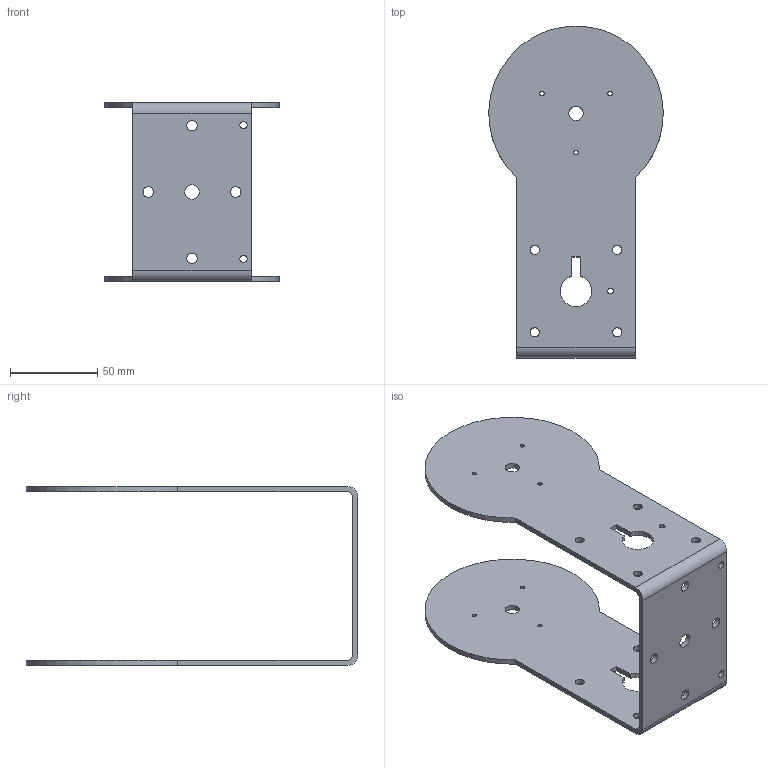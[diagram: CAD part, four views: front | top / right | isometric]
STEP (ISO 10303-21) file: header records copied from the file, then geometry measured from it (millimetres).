
FILE_DESCRIPTION(/* description */ (''),/* implementation_level */ '2;1');
FILE_NAME(/* name */ 'RR-PCSS-2021-W2M1Dn.stp',/* time_stamp */ '2021-10-25T15:41:09+02:00',/* author */ ('marci'),/* organization */ ('PCSS'),/* preprocessor_version */ 'ST-DEVELOPER v18.1',/* originating_system */ 'Autodesk Inventor 2021',/* authorisation */ '');
FILE_SCHEMA (('AUTOMOTIVE_DESIGN { 1 0 10303 214 3 1 1 }'));
Length unit declared in the file: millimetre
Products named in the file (1): RR-PCSS-2021-W2M1Dn
Bounding box: 99.95 x 190 x 102.5 mm (x, y, z)
Volume: 101056.9 mm3; surface area: 72204.2 mm2
Topology: 1 solids, 1 shells, 47 faces, 137 edges, 92 vertices
Faces by surface type: cylinder 33, plane 14
Full cylindrical faces by diameter (mm): 2.5 x6, 3.3 x2, 4.134 x2, 5.2 x8, 6 x4, 8.2 x3
Entity records: 1744 total; most frequent: DIRECTION 301, CARTESIAN_POINT 277, ORIENTED_EDGE 274, EDGE_CURVE 137, AXIS2_PLACEMENT_3D 116, EDGE_LOOP 101, VERTEX_POINT 92, LINE 69
